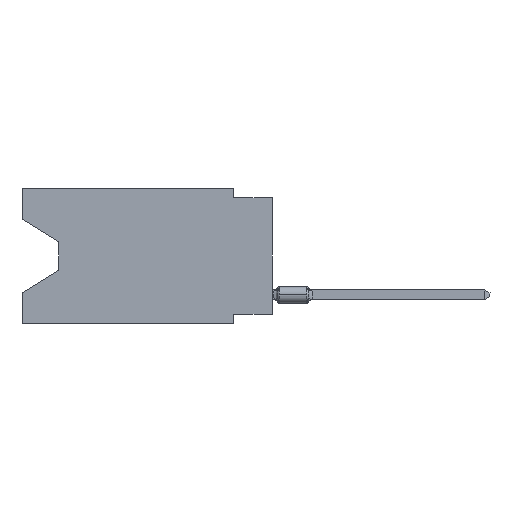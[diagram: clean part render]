
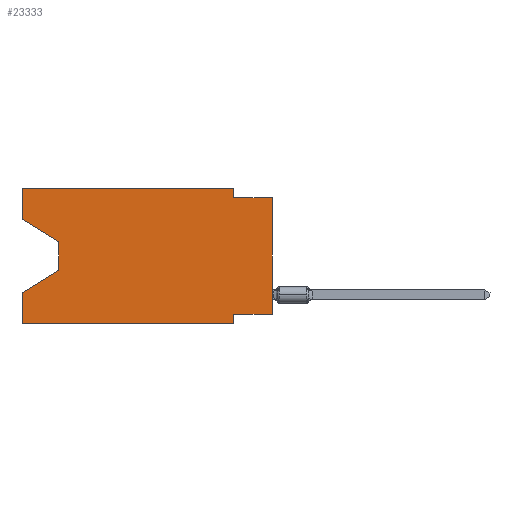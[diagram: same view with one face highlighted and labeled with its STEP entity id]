
A CAD part, left-side view. The second image highlights one B-rep face of the part: STEP entity #23333.
In plain terms, the highlighted planar face has unit normal (-1, 0, 0).
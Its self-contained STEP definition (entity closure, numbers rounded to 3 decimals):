
#280 = LINE ( 'NONE', #11817, #26659 ) ;
#335 = CARTESIAN_POINT ( 'NONE',  ( 0., 0., -0.635 ) ) ;
#408 = VERTEX_POINT ( 'NONE', #5897 ) ;
#1226 = CARTESIAN_POINT ( 'NONE',  ( 0., 0., -0.635 ) ) ;
#1231 = LINE ( 'NONE', #10501, #22570 ) ;
#1586 = CARTESIAN_POINT ( 'NONE',  ( 0., 0., -8.255 ) ) ;
#1833 = DIRECTION ( 'NONE',  ( 0., -1., 0. ) ) ;
#1901 = EDGE_CURVE ( 'NONE', #19504, #18714, #28637, .T. ) ;
#1946 = VECTOR ( 'NONE', #8567, 1000. ) ;
#2209 = ORIENTED_EDGE ( 'NONE', *, *, #25613, .T. ) ;
#2439 = VERTEX_POINT ( 'NONE', #5684 ) ;
#2691 = CARTESIAN_POINT ( 'NONE',  ( 0., 2.54, 0. ) ) ;
#3964 = DIRECTION ( 'NONE',  ( 0., 1., 0. ) ) ;
#4291 = VERTEX_POINT ( 'NONE', #2691 ) ;
#4493 = ORIENTED_EDGE ( 'NONE', *, *, #24710, .T. ) ;
#5684 = CARTESIAN_POINT ( 'NONE',  ( 0., 2.54, -8.89 ) ) ;
#5865 = EDGE_CURVE ( 'NONE', #29711, #16119, #280, .T. ) ;
#5897 = CARTESIAN_POINT ( 'NONE',  ( 0., 2.54, -8.255 ) ) ;
#6061 = VECTOR ( 'NONE', #28989, 1000. ) ;
#6220 = EDGE_CURVE ( 'NONE', #29711, #19504, #17363, .T. ) ;
#6305 = VERTEX_POINT ( 'NONE', #1586 ) ;
#6315 = LINE ( 'NONE', #13859, #6534 ) ;
#6500 = LINE ( 'NONE', #10358, #8588 ) ;
#6534 = VECTOR ( 'NONE', #6602, 1000. ) ;
#6602 = DIRECTION ( 'NONE',  ( 0., 0., 1. ) ) ;
#7021 = ORIENTED_EDGE ( 'NONE', *, *, #25993, .F. ) ;
#7123 = CARTESIAN_POINT ( 'NONE',  ( 0., 2.54, -0.635 ) ) ;
#7453 = ORIENTED_EDGE ( 'NONE', *, *, #5865, .F. ) ;
#7575 = VERTEX_POINT ( 'NONE', #7123 ) ;
#8567 = DIRECTION ( 'NONE',  ( 0., -1., 0. ) ) ;
#8588 = VECTOR ( 'NONE', #25003, 1000. ) ;
#9840 = PLANE ( 'NONE',  #17722 ) ;
#9841 = ORIENTED_EDGE ( 'NONE', *, *, #6220, .T. ) ;
#9945 = EDGE_LOOP ( 'NONE', ( #9841, #29398, #2209, #24050, #18158, #25389, #7021, #4493, #13105, #23695, #24293, #7453 ) ) ;
#10358 = CARTESIAN_POINT ( 'NONE',  ( 0., 0., 0. ) ) ;
#10496 = EDGE_CURVE ( 'NONE', #16119, #4291, #24762, .T. ) ;
#10501 = CARTESIAN_POINT ( 'NONE',  ( 0., 2.54, -8.89 ) ) ;
#10797 = VECTOR ( 'NONE', #14348, 1000. ) ;
#10829 = VERTEX_POINT ( 'NONE', #18277 ) ;
#10850 = LINE ( 'NONE', #29341, #1946 ) ;
#11817 = CARTESIAN_POINT ( 'NONE',  ( 0., 16.383, 0. ) ) ;
#11892 = VECTOR ( 'NONE', #14778, 1000. ) ;
#12003 = VECTOR ( 'NONE', #25809, 1000. ) ;
#12971 = CARTESIAN_POINT ( 'NONE',  ( 0., 13.97, -5.385 ) ) ;
#13058 = LINE ( 'NONE', #1226, #6061 ) ;
#13105 = ORIENTED_EDGE ( 'NONE', *, *, #22137, .F. ) ;
#13859 = CARTESIAN_POINT ( 'NONE',  ( 0., 16.383, 0. ) ) ;
#14348 = DIRECTION ( 'NONE',  ( 0., 0., -1. ) ) ;
#14778 = DIRECTION ( 'NONE',  ( 0., -0.855, -0.519 ) ) ;
#15354 = CARTESIAN_POINT ( 'NONE',  ( 0., 0., -8.255 ) ) ;
#16115 = CARTESIAN_POINT ( 'NONE',  ( 0., 2.54, 0. ) ) ;
#16119 = VERTEX_POINT ( 'NONE', #18867 ) ;
#16262 = EDGE_CURVE ( 'NONE', #26255, #2439, #10850, .T. ) ;
#16350 = VECTOR ( 'NONE', #3964, 1000. ) ;
#17103 = CARTESIAN_POINT ( 'NONE',  ( 0., 13.97, -3.505 ) ) ;
#17344 = EDGE_CURVE ( 'NONE', #4291, #7575, #27649, .T. ) ;
#17363 = LINE ( 'NONE', #23719, #11892 ) ;
#17587 = CARTESIAN_POINT ( 'NONE',  ( 0., 16.383, 0. ) ) ;
#17722 = AXIS2_PLACEMENT_3D ( 'NONE', #17587, #24102, #26231 ) ;
#18158 = ORIENTED_EDGE ( 'NONE', *, *, #16262, .T. ) ;
#18277 = CARTESIAN_POINT ( 'NONE',  ( 0., 16.383, -6.852 ) ) ;
#18714 = VERTEX_POINT ( 'NONE', #12971 ) ;
#18823 = VECTOR ( 'NONE', #1833, 1000. ) ;
#18867 = CARTESIAN_POINT ( 'NONE',  ( 0., 16.383, 0. ) ) ;
#18937 = CARTESIAN_POINT ( 'NONE',  ( 0., 13.97, -3.505 ) ) ;
#19504 = VERTEX_POINT ( 'NONE', #18937 ) ;
#19732 = DIRECTION ( 'NONE',  ( 0., 0., -1. ) ) ;
#21062 = DIRECTION ( 'NONE',  ( 0., 0., 1. ) ) ;
#21357 = FACE_OUTER_BOUND ( 'NONE', #9945, .T. ) ;
#22137 = EDGE_CURVE ( 'NONE', #7575, #27780, #13058, .T. ) ;
#22570 = VECTOR ( 'NONE', #19732, 1000. ) ;
#23333 = ADVANCED_FACE ( 'NONE', ( #21357 ), #9840, .F. ) ;
#23639 = CARTESIAN_POINT ( 'NONE',  ( 0., 16.383, -8.89 ) ) ;
#23695 = ORIENTED_EDGE ( 'NONE', *, *, #17344, .F. ) ;
#23719 = CARTESIAN_POINT ( 'NONE',  ( 0., 16.383, -2.038 ) ) ;
#24050 = ORIENTED_EDGE ( 'NONE', *, *, #28834, .F. ) ;
#24102 = DIRECTION ( 'NONE',  ( 1., 0., 0. ) ) ;
#24293 = ORIENTED_EDGE ( 'NONE', *, *, #10496, .F. ) ;
#24710 = EDGE_CURVE ( 'NONE', #6305, #27780, #6500, .T. ) ;
#24762 = LINE ( 'NONE', #27183, #18823 ) ;
#25003 = DIRECTION ( 'NONE',  ( 0., 0., 1. ) ) ;
#25224 = CARTESIAN_POINT ( 'NONE',  ( 0., 13.97, -5.385 ) ) ;
#25326 = CARTESIAN_POINT ( 'NONE',  ( 0., 16.383, -2.038 ) ) ;
#25389 = ORIENTED_EDGE ( 'NONE', *, *, #28388, .F. ) ;
#25613 = EDGE_CURVE ( 'NONE', #18714, #10829, #28088, .T. ) ;
#25809 = DIRECTION ( 'NONE',  ( 0., 0.855, -0.519 ) ) ;
#25993 = EDGE_CURVE ( 'NONE', #6305, #408, #26883, .T. ) ;
#26231 = DIRECTION ( 'NONE',  ( 0., 0., -1. ) ) ;
#26255 = VERTEX_POINT ( 'NONE', #23639 ) ;
#26659 = VECTOR ( 'NONE', #21062, 1000. ) ;
#26883 = LINE ( 'NONE', #15354, #16350 ) ;
#27183 = CARTESIAN_POINT ( 'NONE',  ( 0., 16.383, 0. ) ) ;
#27649 = LINE ( 'NONE', #16115, #28139 ) ;
#27780 = VERTEX_POINT ( 'NONE', #335 ) ;
#28088 = LINE ( 'NONE', #25224, #12003 ) ;
#28139 = VECTOR ( 'NONE', #28560, 1000. ) ;
#28388 = EDGE_CURVE ( 'NONE', #408, #2439, #1231, .T. ) ;
#28560 = DIRECTION ( 'NONE',  ( 0., 0., -1. ) ) ;
#28637 = LINE ( 'NONE', #17103, #10797 ) ;
#28834 = EDGE_CURVE ( 'NONE', #26255, #10829, #6315, .T. ) ;
#28989 = DIRECTION ( 'NONE',  ( 0., -1., 0. ) ) ;
#29341 = CARTESIAN_POINT ( 'NONE',  ( 0., 16.383, -8.89 ) ) ;
#29398 = ORIENTED_EDGE ( 'NONE', *, *, #1901, .T. ) ;
#29711 = VERTEX_POINT ( 'NONE', #25326 ) ;
